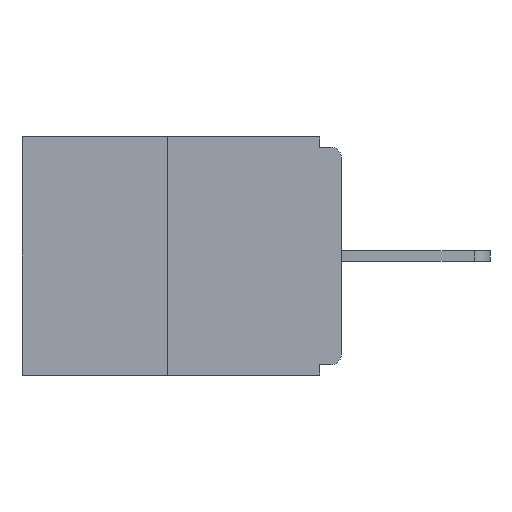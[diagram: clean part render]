
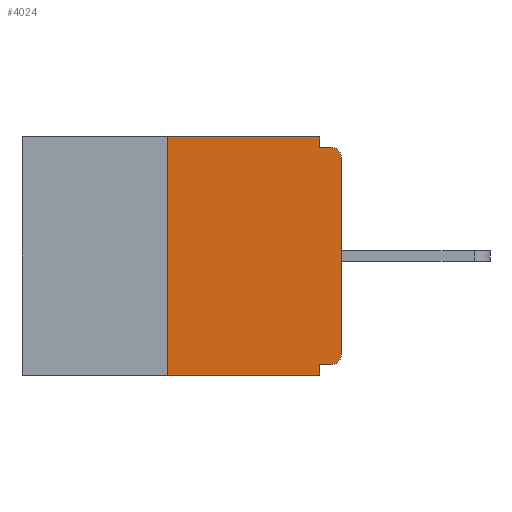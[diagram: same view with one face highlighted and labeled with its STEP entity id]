
A CAD part, left-side view. The second image highlights one B-rep face of the part: STEP entity #4024.
In plain terms, the highlighted planar face has unit normal (-1, 0, 0).
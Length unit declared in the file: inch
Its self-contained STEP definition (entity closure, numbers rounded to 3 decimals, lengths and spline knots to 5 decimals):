
#370 = AXIS2_PLACEMENT_3D ( 'NONE', #1379, #1790, #2975 ) ;
#784 = ORIENTED_EDGE ( 'NONE', *, *, #6721, .F. ) ;
#1228 = DIRECTION ( 'NONE',  ( 0., 0., -1. ) ) ;
#1317 = ORIENTED_EDGE ( 'NONE', *, *, #6066, .T. ) ;
#1379 = CARTESIAN_POINT ( 'NONE',  ( 0., 0.46, 0. ) ) ;
#1381 = VECTOR ( 'NONE', #19120, 39.37008 ) ;
#1578 = VECTOR ( 'NONE', #7031, 39.37008 ) ;
#1790 = DIRECTION ( 'NONE',  ( 1., 0., 0. ) ) ;
#1815 = PLANE ( 'NONE',  #370 ) ;
#1885 = VECTOR ( 'NONE', #8140, 39.37008 ) ;
#2146 = CARTESIAN_POINT ( 'NONE',  ( 0., 0.031, -0.015 ) ) ;
#2200 = VECTOR ( 'NONE', #12103, 39.37008 ) ;
#2408 = VECTOR ( 'NONE', #8237, 39.37008 ) ;
#2425 = LINE ( 'NONE', #9266, #1885 ) ;
#2478 = LINE ( 'NONE', #6536, #1381 ) ;
#2693 = ORIENTED_EDGE ( 'NONE', *, *, #16443, .F. ) ;
#2929 = LINE ( 'NONE', #7713, #2408 ) ;
#2975 = DIRECTION ( 'NONE',  ( 0., 0., -1. ) ) ;
#3474 = ORIENTED_EDGE ( 'NONE', *, *, #5915, .T. ) ;
#3541 = EDGE_LOOP ( 'NONE', ( #13366, #784, #1317, #5777, #18338, #3474, #18582, #6516, #19064, #2693 ) ) ;
#4024 = ADVANCED_FACE ( 'NONE', ( #4568 ), #1815, .F. ) ;
#4422 = EDGE_CURVE ( 'NONE', #8946, #19514, #9810, .T. ) ;
#4516 = VERTEX_POINT ( 'NONE', #18414 ) ;
#4568 = FACE_OUTER_BOUND ( 'NONE', #3541, .T. ) ;
#5007 = VERTEX_POINT ( 'NONE', #8215 ) ;
#5777 = ORIENTED_EDGE ( 'NONE', *, *, #12953, .F. ) ;
#5915 = EDGE_CURVE ( 'NONE', #10375, #16877, #18359, .T. ) ;
#6066 = EDGE_CURVE ( 'NONE', #12831, #5007, #7515, .T. ) ;
#6328 = EDGE_CURVE ( 'NONE', #16877, #8375, #2425, .T. ) ;
#6516 = ORIENTED_EDGE ( 'NONE', *, *, #11709, .T. ) ;
#6536 = CARTESIAN_POINT ( 'NONE',  ( 0., 0.031, 0. ) ) ;
#6721 = EDGE_CURVE ( 'NONE', #12831, #19834, #2929, .T. ) ;
#6934 = CARTESIAN_POINT ( 'NONE',  ( 0., 0.031, 0. ) ) ;
#7031 = DIRECTION ( 'NONE',  ( 0., -1., 0. ) ) ;
#7238 = CARTESIAN_POINT ( 'NONE',  ( 0., 0., -0.03 ) ) ;
#7515 = LINE ( 'NONE', #19968, #15550 ) ;
#7668 = CARTESIAN_POINT ( 'NONE',  ( 0., 0.015, -0.03 ) ) ;
#7713 = CARTESIAN_POINT ( 'NONE',  ( 0., 0.25, 0. ) ) ;
#8140 = DIRECTION ( 'NONE',  ( 0., 0., 1. ) ) ;
#8215 = CARTESIAN_POINT ( 'NONE',  ( 0., 0.031, -0.343 ) ) ;
#8237 = DIRECTION ( 'NONE',  ( 0., 0., 1. ) ) ;
#8375 = VERTEX_POINT ( 'NONE', #7238 ) ;
#8946 = VERTEX_POINT ( 'NONE', #2146 ) ;
#8968 = VECTOR ( 'NONE', #1228, 39.37008 ) ;
#9266 = CARTESIAN_POINT ( 'NONE',  ( 0., 0., 0. ) ) ;
#9273 = DIRECTION ( 'NONE',  ( 0., 0., -1. ) ) ;
#9810 = LINE ( 'NONE', #19292, #13679 ) ;
#10088 = CARTESIAN_POINT ( 'NONE',  ( 0., 0.015, -0.015 ) ) ;
#10264 = AXIS2_PLACEMENT_3D ( 'NONE', #7668, #18672, #9273 ) ;
#10278 = LINE ( 'NONE', #13494, #1578 ) ;
#10375 = VERTEX_POINT ( 'NONE', #13923 ) ;
#10921 = CARTESIAN_POINT ( 'NONE',  ( 0., 0.25, 0. ) ) ;
#11027 = CIRCLE ( 'NONE', #10264, 0.015 ) ;
#11114 = AXIS2_PLACEMENT_3D ( 'NONE', #18053, #18018, #17675 ) ;
#11440 = VERTEX_POINT ( 'NONE', #6934 ) ;
#11709 = EDGE_CURVE ( 'NONE', #8375, #19514, #11027, .T. ) ;
#12103 = DIRECTION ( 'NONE',  ( 0., 1., 0. ) ) ;
#12648 = EDGE_CURVE ( 'NONE', #19834, #11440, #10278, .T. ) ;
#12675 = CARTESIAN_POINT ( 'NONE',  ( 0., 0.031, -0.343 ) ) ;
#12831 = VERTEX_POINT ( 'NONE', #15497 ) ;
#12953 = EDGE_CURVE ( 'NONE', #4516, #5007, #17381, .T. ) ;
#13140 = LINE ( 'NONE', #19766, #2200 ) ;
#13366 = ORIENTED_EDGE ( 'NONE', *, *, #12648, .F. ) ;
#13494 = CARTESIAN_POINT ( 'NONE',  ( 0., 0.46, 0. ) ) ;
#13679 = VECTOR ( 'NONE', #19232, 39.37008 ) ;
#13923 = CARTESIAN_POINT ( 'NONE',  ( 0., 0.015, -0.328 ) ) ;
#15497 = CARTESIAN_POINT ( 'NONE',  ( 0., 0.25, -0.343 ) ) ;
#15550 = VECTOR ( 'NONE', #19778, 39.37008 ) ;
#16443 = EDGE_CURVE ( 'NONE', #11440, #8946, #2478, .T. ) ;
#16702 = EDGE_CURVE ( 'NONE', #10375, #4516, #13140, .T. ) ;
#16877 = VERTEX_POINT ( 'NONE', #17260 ) ;
#17260 = CARTESIAN_POINT ( 'NONE',  ( 0., 0., -0.313 ) ) ;
#17381 = LINE ( 'NONE', #12675, #8968 ) ;
#17675 = DIRECTION ( 'NONE',  ( 0., 0., -1. ) ) ;
#18018 = DIRECTION ( 'NONE',  ( -1., 0., 0. ) ) ;
#18053 = CARTESIAN_POINT ( 'NONE',  ( 0., 0.015, -0.313 ) ) ;
#18338 = ORIENTED_EDGE ( 'NONE', *, *, #16702, .F. ) ;
#18359 = CIRCLE ( 'NONE', #11114, 0.015 ) ;
#18414 = CARTESIAN_POINT ( 'NONE',  ( 0., 0.031, -0.328 ) ) ;
#18582 = ORIENTED_EDGE ( 'NONE', *, *, #6328, .T. ) ;
#18672 = DIRECTION ( 'NONE',  ( -1., 0., 0. ) ) ;
#19064 = ORIENTED_EDGE ( 'NONE', *, *, #4422, .F. ) ;
#19120 = DIRECTION ( 'NONE',  ( 0., 0., -1. ) ) ;
#19232 = DIRECTION ( 'NONE',  ( 0., -1., 0. ) ) ;
#19292 = CARTESIAN_POINT ( 'NONE',  ( 0., 0., -0.015 ) ) ;
#19514 = VERTEX_POINT ( 'NONE', #10088 ) ;
#19766 = CARTESIAN_POINT ( 'NONE',  ( 0., 0., -0.328 ) ) ;
#19778 = DIRECTION ( 'NONE',  ( 0., -1., 0. ) ) ;
#19834 = VERTEX_POINT ( 'NONE', #10921 ) ;
#19968 = CARTESIAN_POINT ( 'NONE',  ( 0., 0.46, -0.343 ) ) ;
